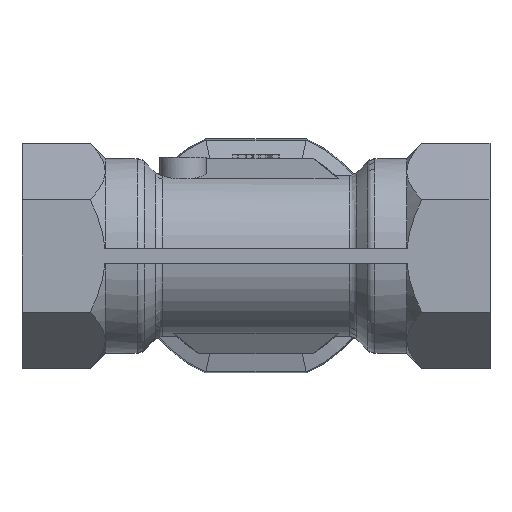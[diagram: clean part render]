
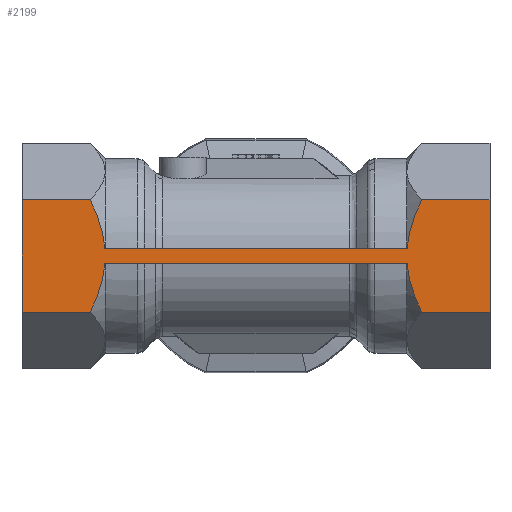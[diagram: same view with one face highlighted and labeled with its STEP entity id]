
A CAD part, front view. The second image highlights one B-rep face of the part: STEP entity #2199.
In plain terms, the highlighted planar face has unit normal (0, -1, 0).
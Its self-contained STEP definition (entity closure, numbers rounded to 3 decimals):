
#407 = LINE ( 'NONE', #5912, #410 ) ;
#410 = VECTOR ( 'NONE', #5917, 1000. ) ;
#419 = LINE ( 'NONE', #5946, #422 ) ;
#422 = VECTOR ( 'NONE', #5947, 1000. ) ;
#436 = LINE ( 'NONE', #6531, #438 ) ;
#438 = VECTOR ( 'NONE', #6532, 1000. ) ;
#447 = LINE ( 'NONE', #6589, #449 ) ;
#449 = VECTOR ( 'NONE', #6590, 1000. ) ;
#450 = LINE ( 'NONE', #6601, #453 ) ;
#453 = VECTOR ( 'NONE', #6602, 1000. ) ;
#454 = LINE ( 'NONE', #6594, #456 ) ;
#456 = VECTOR ( 'NONE', #6595, 1000. ) ;
#461 = LINE ( 'NONE', #6645, #464 ) ;
#464 = VECTOR ( 'NONE', #6647, 1000. ) ;
#465 = LINE ( 'NONE', #6646, #467 ) ;
#467 = VECTOR ( 'NONE', #6642, 1000. ) ;
#882 = VERTEX_POINT ( 'NONE', #5170 ) ;
#914 = VERTEX_POINT ( 'NONE', #5219 ) ;
#932 = VERTEX_POINT ( 'NONE', #5247 ) ;
#959 = VERTEX_POINT ( 'NONE', #5289 ) ;
#961 = VERTEX_POINT ( 'NONE', #5292 ) ;
#964 = VERTEX_POINT ( 'NONE', #5296 ) ;
#982 = VERTEX_POINT ( 'NONE', #5314 ) ;
#987 = VERTEX_POINT ( 'NONE', #5319 ) ;
#988 = VERTEX_POINT ( 'NONE', #5320 ) ;
#1031 = VERTEX_POINT ( 'NONE', #5363 ) ;
#1033 = VERTEX_POINT ( 'NONE', #5365 ) ;
#1040 = VERTEX_POINT ( 'NONE', #5372 ) ;
#1076 = ORIENTED_EDGE ( 'NONE', *, *, #4496, .F. ) ;
#2003 = FACE_OUTER_BOUND ( 'NONE', #4234, .T. ) ;
#2199 = ADVANCED_FACE ( 'NONE', ( #2003 ), #3052, .T. ) ;
#3045 = CARTESIAN_POINT ( 'NONE',  ( 58., -37.5, 0. ) ) ;
#3052 = PLANE ( 'NONE',  #6973 ) ;
#3054 = DIRECTION ( 'NONE',  ( 0., -1., 0. ) ) ;
#3055 = DIRECTION ( 'NONE',  ( 0., 0., -1. ) ) ;
#3121 = ORIENTED_EDGE ( 'NONE', *, *, #4494, .F. ) ;
#3135 = ORIENTED_EDGE ( 'NONE', *, *, #4490, .F. ) ;
#3139 = ORIENTED_EDGE ( 'NONE', *, *, #4497, .T. ) ;
#3171 = ORIENTED_EDGE ( 'NONE', *, *, #4461, .F. ) ;
#3189 = ORIENTED_EDGE ( 'NONE', *, *, #4438, .T. ) ;
#3201 = ORIENTED_EDGE ( 'NONE', *, *, #4468, .F. ) ;
#3211 = ORIENTED_EDGE ( 'NONE', *, *, #4480, .F. ) ;
#3215 = ORIENTED_EDGE ( 'NONE', *, *, #4447, .T. ) ;
#3217 = ORIENTED_EDGE ( 'NONE', *, *, #4475, .T. ) ;
#3219 = ORIENTED_EDGE ( 'NONE', *, *, #4482, .T. ) ;
#3237 = ORIENTED_EDGE ( 'NONE', *, *, #4484, .F. ) ;
#4234 = EDGE_LOOP ( 'NONE', ( #3219, #3217, #3215, #3211, #3237, #3135, #3121, #3139, #3189, #3201, #1076, #3171 ) ) ;
#4438 = EDGE_CURVE ( 'NONE', #959, #932, #407, .T. ) ;
#4447 = EDGE_CURVE ( 'NONE', #1040, #882, #419, .T. ) ;
#4461 = EDGE_CURVE ( 'NONE', #987, #1031, #5085, .T. ) ;
#4468 = EDGE_CURVE ( 'NONE', #1033, #932, #436, .T. ) ;
#4475 = EDGE_CURVE ( 'NONE', #961, #1040, #5100, .T. ) ;
#4480 = EDGE_CURVE ( 'NONE', #914, #882, #447, .T. ) ;
#4482 = EDGE_CURVE ( 'NONE', #987, #961, #450, .T. ) ;
#4484 = EDGE_CURVE ( 'NONE', #964, #914, #454, .T. ) ;
#4490 = EDGE_CURVE ( 'NONE', #988, #964, #5106, .T. ) ;
#4494 = EDGE_CURVE ( 'NONE', #982, #988, #461, .T. ) ;
#4496 = EDGE_CURVE ( 'NONE', #1031, #1033, #465, .T. ) ;
#4497 = EDGE_CURVE ( 'NONE', #982, #959, #5115, .T. ) ;
#5085 = B_SPLINE_CURVE_WITH_KNOTS ( 'NONE', 3,
 ( #6483, #6488, #6489, #6490, #6491, #6492, #6493, #6494, #6495, #6496 ),
 .UNSPECIFIED., .F., .F.,
 ( 4, 2, 2, 2, 4 ),
 ( 0.017, 0.027, 0.032, 0.034, 0.037 ),
 .UNSPECIFIED. ) ;
#5100 = B_SPLINE_CURVE_WITH_KNOTS ( 'NONE', 3,
 ( #6560, #6561, #6572, #6573, #6574, #6575, #6576, #6577, #6578, #6579 ),
 .UNSPECIFIED., .F., .F.,
 ( 4, 2, 2, 2, 4 ),
 ( 0.017, 0.027, 0.032, 0.034, 0.037 ),
 .UNSPECIFIED. ) ;
#5106 = B_SPLINE_CURVE_WITH_KNOTS ( 'NONE', 3,
 ( #6619, #6606, #6624, #6625, #6626, #6627, #6628, #6629, #6630, #6631 ),
 .UNSPECIFIED., .F., .F.,
 ( 4, 2, 2, 2, 4 ),
 ( 0.017, 0.027, 0.032, 0.034, 0.037 ),
 .UNSPECIFIED. ) ;
#5115 = B_SPLINE_CURVE_WITH_KNOTS ( 'NONE', 3,
 ( #6652, #6648, #6653, #6654, #6655, #6656, #6657, #6658, #6659, #6660 ),
 .UNSPECIFIED., .F., .F.,
 ( 4, 2, 2, 2, 4 ),
 ( 0.017, 0.027, 0.032, 0.034, 0.037 ),
 .UNSPECIFIED. ) ;
#5170 = CARTESIAN_POINT ( 'NONE',  ( 90., -37.5, -21.651 ) ) ;
#5219 = CARTESIAN_POINT ( 'NONE',  ( 90., -37.5, 21.651 ) ) ;
#5247 = CARTESIAN_POINT ( 'NONE',  ( -90., -37.5, 21.651 ) ) ;
#5289 = CARTESIAN_POINT ( 'NONE',  ( -63.801, -37.5, 21.651 ) ) ;
#5292 = CARTESIAN_POINT ( 'NONE',  ( 58.12, -37.5, -3. ) ) ;
#5296 = CARTESIAN_POINT ( 'NONE',  ( 63.801, -37.5, 21.651 ) ) ;
#5314 = CARTESIAN_POINT ( 'NONE',  ( -58.12, -37.5, 3. ) ) ;
#5319 = CARTESIAN_POINT ( 'NONE',  ( -58.12, -37.5, -3. ) ) ;
#5320 = CARTESIAN_POINT ( 'NONE',  ( 58.12, -37.5, 3. ) ) ;
#5363 = CARTESIAN_POINT ( 'NONE',  ( -63.801, -37.5, -21.651 ) ) ;
#5365 = CARTESIAN_POINT ( 'NONE',  ( -90., -37.5, -21.651 ) ) ;
#5372 = CARTESIAN_POINT ( 'NONE',  ( 63.801, -37.5, -21.651 ) ) ;
#5912 = CARTESIAN_POINT ( 'NONE',  ( -58., -37.5, 21.651 ) ) ;
#5917 = DIRECTION ( 'NONE',  ( -1., 0., 0. ) ) ;
#5946 = CARTESIAN_POINT ( 'NONE',  ( 58., -37.5, -21.651 ) ) ;
#5947 = DIRECTION ( 'NONE',  ( 1., 0., 0. ) ) ;
#6483 = CARTESIAN_POINT ( 'NONE',  ( -58.12, -37.5, -3. ) ) ;
#6488 = CARTESIAN_POINT ( 'NONE',  ( -58.382, -37.5, -6.287 ) ) ;
#6489 = CARTESIAN_POINT ( 'NONE',  ( -59.065, -37.5, -9.468 ) ) ;
#6490 = CARTESIAN_POINT ( 'NONE',  ( -60.545, -37.5, -14.124 ) ) ;
#6491 = CARTESIAN_POINT ( 'NONE',  ( -61.114, -37.5, -15.656 ) ) ;
#6492 = CARTESIAN_POINT ( 'NONE',  ( -62.061, -37.5, -17.932 ) ) ;
#6493 = CARTESIAN_POINT ( 'NONE',  ( -62.393, -37.5, -18.687 ) ) ;
#6494 = CARTESIAN_POINT ( 'NONE',  ( -63.08, -37.5, -20.18 ) ) ;
#6495 = CARTESIAN_POINT ( 'NONE',  ( -63.435, -37.5, -20.919 ) ) ;
#6496 = CARTESIAN_POINT ( 'NONE',  ( -63.801, -37.5, -21.651 ) ) ;
#6531 = CARTESIAN_POINT ( 'NONE',  ( -90., -37.5, 0. ) ) ;
#6532 = DIRECTION ( 'NONE',  ( 0., 0., 1. ) ) ;
#6560 = CARTESIAN_POINT ( 'NONE',  ( 58.12, -37.5, -3. ) ) ;
#6561 = CARTESIAN_POINT ( 'NONE',  ( 58.382, -37.5, -6.287 ) ) ;
#6572 = CARTESIAN_POINT ( 'NONE',  ( 59.065, -37.5, -9.468 ) ) ;
#6573 = CARTESIAN_POINT ( 'NONE',  ( 60.545, -37.5, -14.124 ) ) ;
#6574 = CARTESIAN_POINT ( 'NONE',  ( 61.114, -37.5, -15.656 ) ) ;
#6575 = CARTESIAN_POINT ( 'NONE',  ( 62.061, -37.5, -17.932 ) ) ;
#6576 = CARTESIAN_POINT ( 'NONE',  ( 62.393, -37.5, -18.687 ) ) ;
#6577 = CARTESIAN_POINT ( 'NONE',  ( 63.08, -37.5, -20.18 ) ) ;
#6578 = CARTESIAN_POINT ( 'NONE',  ( 63.435, -37.5, -20.919 ) ) ;
#6579 = CARTESIAN_POINT ( 'NONE',  ( 63.801, -37.5, -21.651 ) ) ;
#6589 = CARTESIAN_POINT ( 'NONE',  ( 90., -37.5, 0. ) ) ;
#6590 = DIRECTION ( 'NONE',  ( 0., 0., -1. ) ) ;
#6594 = CARTESIAN_POINT ( 'NONE',  ( 58., -37.5, 21.651 ) ) ;
#6595 = DIRECTION ( 'NONE',  ( 1., 0., 0. ) ) ;
#6601 = CARTESIAN_POINT ( 'NONE',  ( 60., -37.5, -3. ) ) ;
#6602 = DIRECTION ( 'NONE',  ( 1., 0., 0. ) ) ;
#6606 = CARTESIAN_POINT ( 'NONE',  ( 58.382, -37.5, 6.287 ) ) ;
#6619 = CARTESIAN_POINT ( 'NONE',  ( 58.12, -37.5, 3. ) ) ;
#6624 = CARTESIAN_POINT ( 'NONE',  ( 59.065, -37.5, 9.468 ) ) ;
#6625 = CARTESIAN_POINT ( 'NONE',  ( 60.545, -37.5, 14.124 ) ) ;
#6626 = CARTESIAN_POINT ( 'NONE',  ( 61.114, -37.5, 15.656 ) ) ;
#6627 = CARTESIAN_POINT ( 'NONE',  ( 62.061, -37.5, 17.932 ) ) ;
#6628 = CARTESIAN_POINT ( 'NONE',  ( 62.393, -37.5, 18.687 ) ) ;
#6629 = CARTESIAN_POINT ( 'NONE',  ( 63.08, -37.5, 20.18 ) ) ;
#6630 = CARTESIAN_POINT ( 'NONE',  ( 63.435, -37.5, 20.919 ) ) ;
#6631 = CARTESIAN_POINT ( 'NONE',  ( 63.801, -37.5, 21.651 ) ) ;
#6642 = DIRECTION ( 'NONE',  ( -1., 0., 0. ) ) ;
#6645 = CARTESIAN_POINT ( 'NONE',  ( 60., -37.5, 3. ) ) ;
#6646 = CARTESIAN_POINT ( 'NONE',  ( -58., -37.5, -21.651 ) ) ;
#6647 = DIRECTION ( 'NONE',  ( 1., 0., 0. ) ) ;
#6648 = CARTESIAN_POINT ( 'NONE',  ( -58.382, -37.5, 6.287 ) ) ;
#6652 = CARTESIAN_POINT ( 'NONE',  ( -58.12, -37.5, 3. ) ) ;
#6653 = CARTESIAN_POINT ( 'NONE',  ( -59.065, -37.5, 9.468 ) ) ;
#6654 = CARTESIAN_POINT ( 'NONE',  ( -60.545, -37.5, 14.124 ) ) ;
#6655 = CARTESIAN_POINT ( 'NONE',  ( -61.114, -37.5, 15.656 ) ) ;
#6656 = CARTESIAN_POINT ( 'NONE',  ( -62.061, -37.5, 17.932 ) ) ;
#6657 = CARTESIAN_POINT ( 'NONE',  ( -62.393, -37.5, 18.687 ) ) ;
#6658 = CARTESIAN_POINT ( 'NONE',  ( -63.08, -37.5, 20.18 ) ) ;
#6659 = CARTESIAN_POINT ( 'NONE',  ( -63.435, -37.5, 20.919 ) ) ;
#6660 = CARTESIAN_POINT ( 'NONE',  ( -63.801, -37.5, 21.651 ) ) ;
#6973 = AXIS2_PLACEMENT_3D ( 'NONE', #3045, #3054, #3055 ) ;
